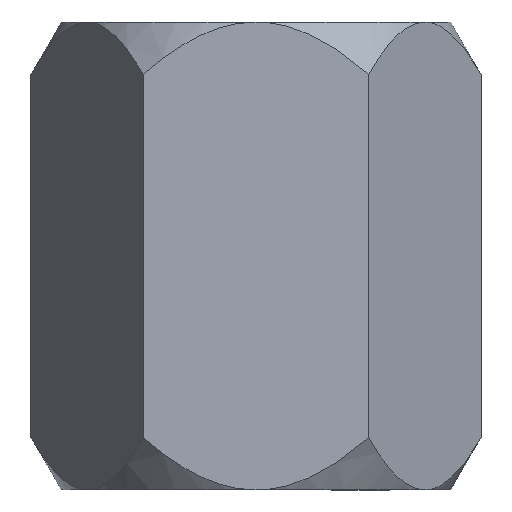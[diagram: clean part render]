
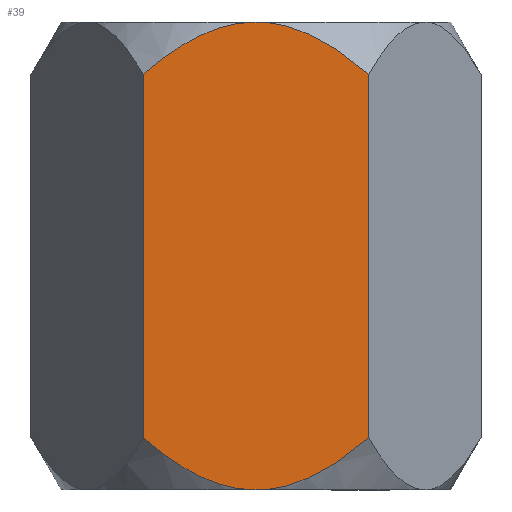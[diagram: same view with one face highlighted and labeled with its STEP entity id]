
A CAD part, left-side view. The second image highlights one B-rep face of the part: STEP entity #39.
In plain terms, the highlighted planar face has unit normal (-1, 0, 0).
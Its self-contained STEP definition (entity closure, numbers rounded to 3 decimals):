
#39=ADVANCED_FACE('',(#65),#368,.T.);
#65=FACE_OUTER_BOUND('',#92,.T.);
#92=EDGE_LOOP('',(#166,#167,#168,#169,#170,#171));
#166=ORIENTED_EDGE('',*,*,#220,.F.);
#167=ORIENTED_EDGE('',*,*,#235,.T.);
#168=ORIENTED_EDGE('',*,*,#234,.T.);
#169=ORIENTED_EDGE('',*,*,#233,.T.);
#170=ORIENTED_EDGE('',*,*,#264,.F.);
#171=ORIENTED_EDGE('',*,*,#251,.F.);
#220=EDGE_CURVE('',#330,#346,#298,.T.);
#233=EDGE_CURVE('',#339,#354,#311,.T.);
#234=EDGE_CURVE('',#341,#339,#312,.T.);
#235=EDGE_CURVE('',#330,#341,#313,.T.);
#251=EDGE_CURVE('',#346,#355,#320,.T.);
#264=EDGE_CURVE('',#355,#354,#326,.T.);
#298=B_SPLINE_CURVE_WITH_KNOTS('',1,(#805,#806),.UNSPECIFIED.,.F.,.F.,(2,
2),(0.67,5.33),.UNSPECIFIED.);
#311=B_SPLINE_CURVE_WITH_KNOTS('',1,(#856,#857),.UNSPECIFIED.,.F.,.F.,(2,
2),(0.67,5.33),.UNSPECIFIED.);
#312=B_SPLINE_CURVE_WITH_KNOTS('',3,(#858,#859,#860,#861),.UNSPECIFIED.,
 .F.,.F.,(4,4),(0.291,1.961),.UNSPECIFIED.);
#313=B_SPLINE_CURVE_WITH_KNOTS('',3,(#862,#863,#864,#865),.UNSPECIFIED.,
 .F.,.F.,(4,4),(0.,1.67),.UNSPECIFIED.);
#320=B_SPLINE_CURVE_WITH_KNOTS('',3,(#934,#935,#936,#937),.UNSPECIFIED.,
 .F.,.F.,(4,4),(0.,1.67),.UNSPECIFIED.);
#326=B_SPLINE_CURVE_WITH_KNOTS('',3,(#997,#998,#999,#1000),.UNSPECIFIED.,
 .F.,.F.,(4,4),(1.67,3.34),.UNSPECIFIED.);
#330=VERTEX_POINT('',#762);
#339=VERTEX_POINT('',#771);
#341=VERTEX_POINT('',#773);
#346=VERTEX_POINT('',#778);
#354=VERTEX_POINT('',#786);
#355=VERTEX_POINT('',#787);
#368=PLANE('',#414);
#414=AXIS2_PLACEMENT_3D('',#562,#425,$);
#425=DIRECTION('',(-1.,0.,0.));
#562=CARTESIAN_POINT('',(-2.5,-1.443,0.));
#762=CARTESIAN_POINT('',(-2.5,-1.443,-0.67));
#771=CARTESIAN_POINT('',(-2.5,1.443,-0.67));
#773=CARTESIAN_POINT('',(-2.5,0.,0.));
#778=CARTESIAN_POINT('',(-2.5,-1.443,-5.33));
#786=CARTESIAN_POINT('',(-2.5,1.443,-5.33));
#787=CARTESIAN_POINT('',(-2.5,0.,-6.));
#805=CARTESIAN_POINT('',(-2.5,-1.443,-0.67));
#806=CARTESIAN_POINT('',(-2.5,-1.443,-5.33));
#856=CARTESIAN_POINT('',(-2.5,1.443,-0.67));
#857=CARTESIAN_POINT('',(-2.5,1.443,-5.33));
#858=CARTESIAN_POINT('',(-2.5,0.,0.));
#859=CARTESIAN_POINT('',(-2.5,0.554,0.));
#860=CARTESIAN_POINT('',(-2.5,1.048,-0.327));
#861=CARTESIAN_POINT('',(-2.5,1.443,-0.67));
#862=CARTESIAN_POINT('',(-2.5,-1.443,-0.67));
#863=CARTESIAN_POINT('',(-2.5,-1.048,-0.327));
#864=CARTESIAN_POINT('',(-2.5,-0.554,0.));
#865=CARTESIAN_POINT('',(-2.5,0.,0.));
#934=CARTESIAN_POINT('',(-2.5,-1.443,-5.33));
#935=CARTESIAN_POINT('',(-2.5,-1.048,-5.673));
#936=CARTESIAN_POINT('',(-2.5,-0.554,-6.));
#937=CARTESIAN_POINT('',(-2.5,0.,-6.));
#997=CARTESIAN_POINT('',(-2.5,0.,-6.));
#998=CARTESIAN_POINT('',(-2.5,0.554,-6.));
#999=CARTESIAN_POINT('',(-2.5,1.048,-5.673));
#1000=CARTESIAN_POINT('',(-2.5,1.443,-5.33));
